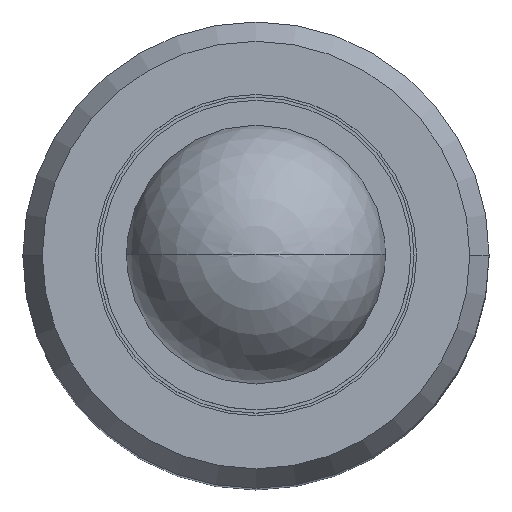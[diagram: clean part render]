
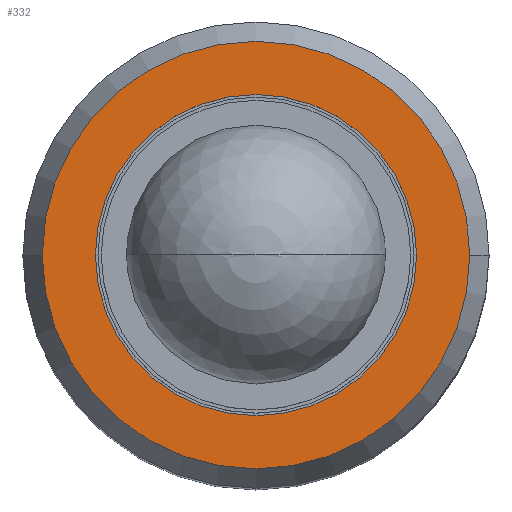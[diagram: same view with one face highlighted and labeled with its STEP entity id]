
A CAD part, top view. The second image highlights one B-rep face of the part: STEP entity #332.
In plain terms, the highlighted planar face has unit normal (0, 0, 1).
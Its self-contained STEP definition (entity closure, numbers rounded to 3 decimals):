
#186=VERTEX_POINT('',#461);
#196=EDGE_CURVE('',#186,#206,#471,.T.);
#206=VERTEX_POINT('',#482);
#274=EDGE_CURVE('',#206,#186,#554,.T.);
#288=VERTEX_POINT('',#570);
#316=EDGE_CURVE('',#288,#366,#603,.T.);
#332=ADVANCED_FACE('',(#621,#622),#623,.T.);
#366=VERTEX_POINT('',#662);
#392=EDGE_CURVE('',#366,#288,#693,.T.);
#461=CARTESIAN_POINT('',(-6.2,0.,0.));
#471=CIRCLE('',#779,6.2);
#482=CARTESIAN_POINT('',(6.2,0.,0.));
#554=CIRCLE('',#890,6.2);
#570=CARTESIAN_POINT('',(-8.25,0.,0.));
#603=CIRCLE('',#951,8.25);
#621=FACE_BOUND('',#973,.T.);
#622=FACE_OUTER_BOUND('',#974,.T.);
#623=PLANE('',#975);
#662=CARTESIAN_POINT('',(8.25,0.,0.));
#693=CIRCLE('',#1065,8.25);
#779=AXIS2_PLACEMENT_3D('',#1139,#1140,#1141);
#890=AXIS2_PLACEMENT_3D('',#1227,#1228,#1229);
#951=AXIS2_PLACEMENT_3D('',#1297,#1298,#1299);
#973=EDGE_LOOP('',(#1323,#1324));
#974=EDGE_LOOP('',(#1325,#1326));
#975=AXIS2_PLACEMENT_3D('',#1327,#1328,#1329);
#1065=AXIS2_PLACEMENT_3D('',#1423,#1424,#1425);
#1139=CARTESIAN_POINT('',(0.,0.,0.));
#1140=DIRECTION('',(0.0,0.0,1.0));
#1141=DIRECTION('',(-1.0,0.,0.0));
#1227=CARTESIAN_POINT('',(0.,0.,0.));
#1228=DIRECTION('',(0.0,0.0,1.0));
#1229=DIRECTION('',(-1.0,0.,0.0));
#1297=CARTESIAN_POINT('',(0.,0.,0.));
#1298=DIRECTION('',(0.0,0.0,1.0));
#1299=DIRECTION('',(-1.0,0.,0.0));
#1323=ORIENTED_EDGE('',*,*,#196,.F.);
#1324=ORIENTED_EDGE('',*,*,#274,.F.);
#1325=ORIENTED_EDGE('',*,*,#316,.T.);
#1326=ORIENTED_EDGE('',*,*,#392,.T.);
#1327=CARTESIAN_POINT('',(-7.225,0.,0.));
#1328=DIRECTION('',(0.0,0.0,1.0));
#1329=DIRECTION('',(-1.0,0.,0.0));
#1423=CARTESIAN_POINT('',(0.,0.,0.));
#1424=DIRECTION('',(0.0,0.0,1.0));
#1425=DIRECTION('',(-1.0,0.,0.0));
